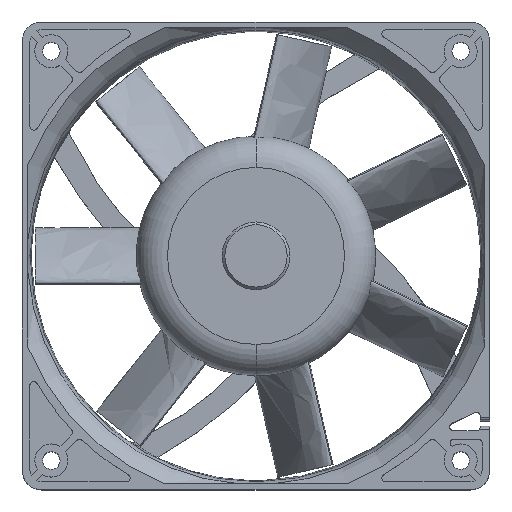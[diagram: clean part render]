
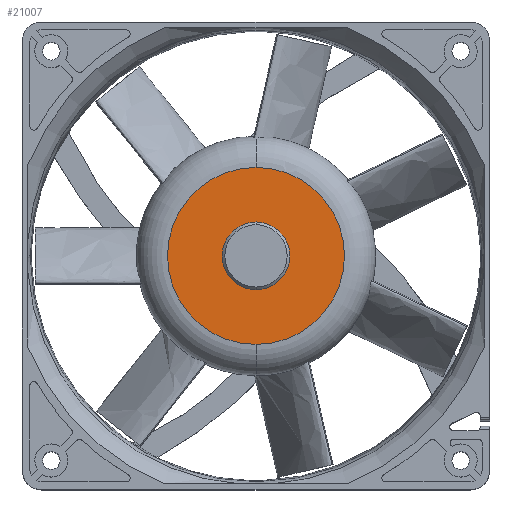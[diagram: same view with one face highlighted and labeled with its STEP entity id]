
A CAD part, top view. The second image highlights one B-rep face of the part: STEP entity #21007.
In plain terms, the highlighted planar face has unit normal (0, 0, 1).
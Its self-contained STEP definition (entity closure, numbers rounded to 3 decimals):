
#20412=CARTESIAN_POINT('',(0.,0.,0.4));
#20413=DIRECTION('',(0.,0.,-1.));
#20414=DIRECTION('',(0.,-1.,0.));
#20415=AXIS2_PLACEMENT_3D('',#20412,#20413,#20414);
#20417=CARTESIAN_POINT('',(0.,0.,0.4));
#20418=DIRECTION('',(0.,0.,-1.));
#20419=DIRECTION('',(0.,1.,0.));
#20420=AXIS2_PLACEMENT_3D('',#20417,#20418,#20419);
#20422=CARTESIAN_POINT('',(0.,0.,0.4));
#20423=DIRECTION('',(0.,0.,1.));
#20424=DIRECTION('',(0.,-1.,0.));
#20425=AXIS2_PLACEMENT_3D('',#20422,#20423,#20424);
#20427=CARTESIAN_POINT('',(0.,0.,0.4));
#20428=DIRECTION('',(0.,0.,1.));
#20429=DIRECTION('',(0.,1.,0.));
#20430=AXIS2_PLACEMENT_3D('',#20427,#20428,#20429);
#20592=CARTESIAN_POINT('',(0.,-22.7,0.4));
#20594=VERTEX_POINT('',#20592);
#20596=CARTESIAN_POINT('',(0.,22.7,0.4));
#20597=VERTEX_POINT('',#20596);
#20598=CARTESIAN_POINT('',(0.,-8.7,0.4));
#20599=CARTESIAN_POINT('',(0.,8.7,0.4));
#20600=VERTEX_POINT('',#20598);
#20601=VERTEX_POINT('',#20599);
#20992=CARTESIAN_POINT('',(0.,0.,0.4));
#20993=DIRECTION('',(0.,0.,-1.));
#20994=DIRECTION('',(0.,-1.,0.));
#20995=AXIS2_PLACEMENT_3D('',#20992,#20993,#20994);
#20996=PLANE('',#20995);
#20997=ORIENTED_EDGE('',*,*,#20732,.T.);
#20998=ORIENTED_EDGE('',*,*,#20847,.T.);
#20999=EDGE_LOOP('',(#20997,#20998));
#21000=FACE_OUTER_BOUND('',#20999,.F.);
#21002=ORIENTED_EDGE('',*,*,#21001,.T.);
#21004=ORIENTED_EDGE('',*,*,#21003,.T.);
#21005=EDGE_LOOP('',(#21002,#21004));
#21006=FACE_BOUND('',#21005,.F.);
#21007=ADVANCED_FACE('',(#21000,#21006),#20996,.F.);
#20416=CIRCLE('',#20415,22.7);
#20421=CIRCLE('',#20420,22.7);
#20426=CIRCLE('',#20425,8.7);
#20431=CIRCLE('',#20430,8.7);
#20732=EDGE_CURVE('',#20594,#20597,#20416,.T.);
#20847=EDGE_CURVE('',#20597,#20594,#20421,.T.);
#21001=EDGE_CURVE('',#20600,#20601,#20426,.T.);
#21003=EDGE_CURVE('',#20601,#20600,#20431,.T.);
